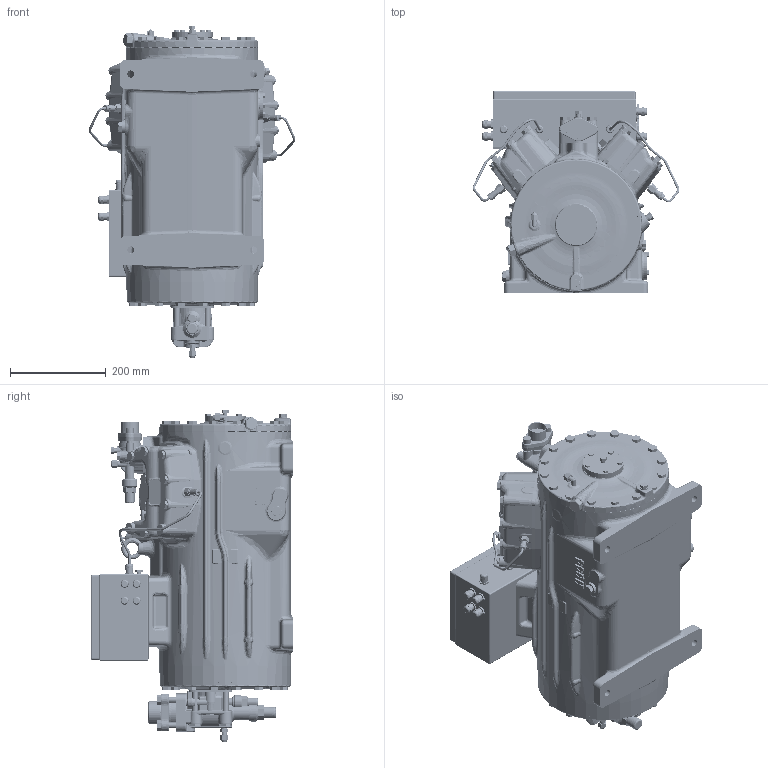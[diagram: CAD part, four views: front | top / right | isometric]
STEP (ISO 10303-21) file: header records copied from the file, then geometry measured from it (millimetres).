
FILE_DESCRIPTION (( 'STEP AP214' ), '1' );
FILE_NAME ('EX-HG44e.STEP', '2021-03-24T09:27:39', ( '' ), ( '' ), 'SwSTEP 2.0', 'SolidWorks 2019', '' );
FILE_SCHEMA (( 'AUTOMOTIVE_DESIGN' ));
Length unit declared in the file: millimetre
Products named in the file (10): motor cover EX-HG44e 475 (S) + 565; suction valve EX-HG44e 475 (S) + 565; suction valve EX-HG44e 565 S - 770 (S); discharge valve; terminal box; cylinder cover; compressor casing; EX-HG44e; motor cover EX-HG44e 565 S - 770 (S); bearing flange
Assembly tree (10 placements, depth 2):
  EX-HG44e
    compressor casing
    bearing flange
    motor cover EX-HG44e 475 (S) + 565
    motor cover EX-HG44e 565 S - 770 (S)
    suction valve EX-HG44e 475 (S) + 565
    suction valve EX-HG44e 565 S - 770 (S)
    cylinder cover  x2
    discharge valve
    terminal box
Bounding box: 430.43 x 421.5 x 692.62 mm (x, y, z)
Volume: 49566789.4 mm3; surface area: 1846203.4 mm2
Topology: 55 solids, 58 shells, 6521 faces, 15672 edges, 9389 vertices
Faces by surface type: plane 2394, bspline 2147, cylinder 1527, cone 406, torus 43, sphere 4
Entity records: 282162 total; most frequent: CARTESIAN_POINT 160676, ORIENTED_EDGE 27416, DIRECTION 21879, EDGE_CURVE 13716, VERTEX_POINT 8320, AXIS2_PLACEMENT_3D 8235, EDGE_LOOP 6078, ADVANCED_FACE 5778
